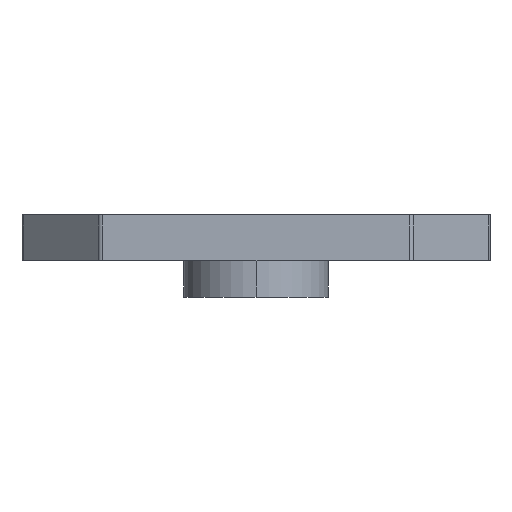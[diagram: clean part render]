
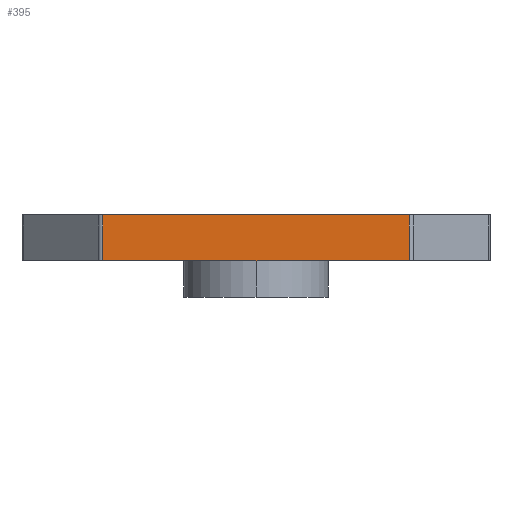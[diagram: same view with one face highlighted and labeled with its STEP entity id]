
A CAD part, left-side view. The second image highlights one B-rep face of the part: STEP entity #395.
In plain terms, the highlighted planar face has unit normal (-1, 0, 0).
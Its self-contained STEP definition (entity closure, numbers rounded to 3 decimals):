
#11 = VERTEX_POINT ( 'NONE', #797 ) ;
#13 = DIRECTION ( 'NONE',  ( 0., -1., 0. ) ) ;
#133 = ORIENTED_EDGE ( 'NONE', *, *, #1319, .T. ) ;
#136 = DIRECTION ( 'NONE',  ( 0., 0., -1. ) ) ;
#146 = ORIENTED_EDGE ( 'NONE', *, *, #546, .T. ) ;
#172 = LINE ( 'NONE', #704, #1311 ) ;
#178 = DIRECTION ( 'NONE',  ( 1., 0., 0. ) ) ;
#191 = DIRECTION ( 'NONE',  ( 0., 0., -1. ) ) ;
#213 = CARTESIAN_POINT ( 'NONE',  ( -25.57, -16.745, 5. ) ) ;
#223 = ORIENTED_EDGE ( 'NONE', *, *, #1171, .T. ) ;
#260 = EDGE_LOOP ( 'NONE', ( #133, #223, #778, #146 ) ) ;
#377 = VECTOR ( 'NONE', #136, 1000. ) ;
#393 = CARTESIAN_POINT ( 'NONE',  ( -25.57, 0., 5. ) ) ;
#395 = ADVANCED_FACE ( 'NONE', ( #1108 ), #796, .F. ) ;
#410 = LINE ( 'NONE', #393, #616 ) ;
#480 = DIRECTION ( 'NONE',  ( 0., 0., 1. ) ) ;
#546 = EDGE_CURVE ( 'NONE', #889, #11, #760, .T. ) ;
#592 = DIRECTION ( 'NONE',  ( 0., -1., 0. ) ) ;
#616 = VECTOR ( 'NONE', #592, 1000. ) ;
#635 = CARTESIAN_POINT ( 'NONE',  ( -25.57, 0., 0. ) ) ;
#704 = CARTESIAN_POINT ( 'NONE',  ( -25.57, -16.745, 5. ) ) ;
#735 = CARTESIAN_POINT ( 'NONE',  ( -25.57, 16.745, 5. ) ) ;
#760 = LINE ( 'NONE', #735, #377 ) ;
#778 = ORIENTED_EDGE ( 'NONE', *, *, #839, .F. ) ;
#796 = PLANE ( 'NONE',  #1092 ) ;
#797 = CARTESIAN_POINT ( 'NONE',  ( -25.57, 16.745, 0. ) ) ;
#839 = EDGE_CURVE ( 'NONE', #889, #1009, #410, .T. ) ;
#855 = VERTEX_POINT ( 'NONE', #1213 ) ;
#889 = VERTEX_POINT ( 'NONE', #1343 ) ;
#1009 = VERTEX_POINT ( 'NONE', #213 ) ;
#1014 = CARTESIAN_POINT ( 'NONE',  ( -25.57, 0., 5. ) ) ;
#1092 = AXIS2_PLACEMENT_3D ( 'NONE', #1014, #178, #191 ) ;
#1108 = FACE_OUTER_BOUND ( 'NONE', #260, .T. ) ;
#1138 = LINE ( 'NONE', #635, #1249 ) ;
#1171 = EDGE_CURVE ( 'NONE', #855, #1009, #172, .T. ) ;
#1213 = CARTESIAN_POINT ( 'NONE',  ( -25.57, -16.745, 0. ) ) ;
#1249 = VECTOR ( 'NONE', #13, 1000. ) ;
#1311 = VECTOR ( 'NONE', #480, 1000. ) ;
#1319 = EDGE_CURVE ( 'NONE', #11, #855, #1138, .T. ) ;
#1343 = CARTESIAN_POINT ( 'NONE',  ( -25.57, 16.745, 5. ) ) ;
